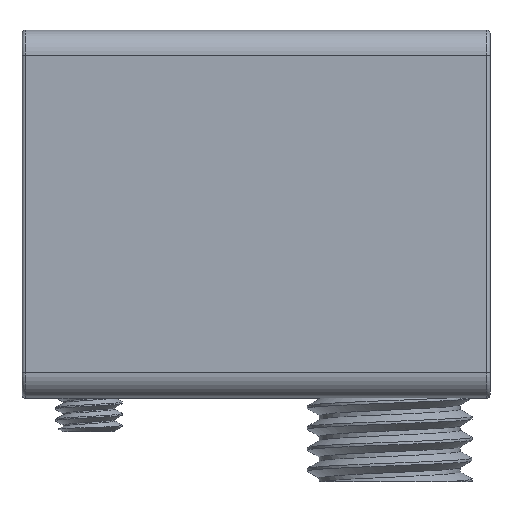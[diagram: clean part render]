
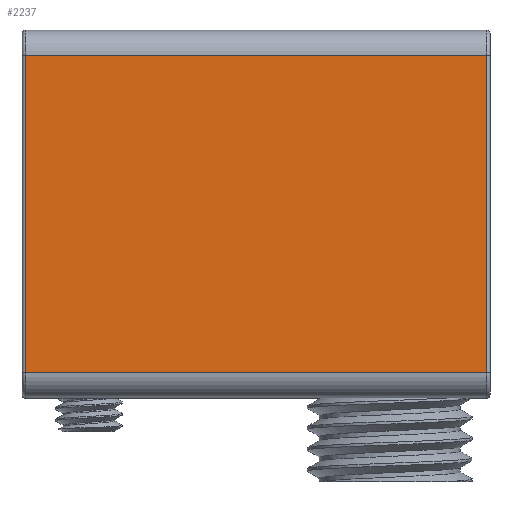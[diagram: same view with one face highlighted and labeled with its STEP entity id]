
A CAD part, top view. The second image highlights one B-rep face of the part: STEP entity #2237.
In plain terms, the highlighted planar face has unit normal (0, 0, 1).
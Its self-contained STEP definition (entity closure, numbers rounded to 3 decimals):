
#98=PLANE('',#2466);
#286=FACE_OUTER_BOUND('',#431,.T.);
#431=EDGE_LOOP('',(#1929,#1930,#1931,#1932));
#772=LINE('',#7919,#889);
#775=LINE('',#7930,#892);
#776=LINE('',#7932,#893);
#777=LINE('',#7933,#894);
#889=VECTOR('',#2909,10.);
#892=VECTOR('',#2924,10.);
#893=VECTOR('',#2925,10.);
#894=VECTOR('',#2926,10.);
#1073=VERTEX_POINT('',#7911);
#1075=VERTEX_POINT('',#7917);
#1077=VERTEX_POINT('',#7929);
#1078=VERTEX_POINT('',#7931);
#1370=EDGE_CURVE('',#1075,#1073,#772,.T.);
#1376=EDGE_CURVE('',#1077,#1075,#775,.T.);
#1377=EDGE_CURVE('',#1078,#1077,#776,.T.);
#1378=EDGE_CURVE('',#1073,#1078,#777,.T.);
#1929=ORIENTED_EDGE('',*,*,#1370,.F.);
#1930=ORIENTED_EDGE('',*,*,#1376,.F.);
#1931=ORIENTED_EDGE('',*,*,#1377,.F.);
#1932=ORIENTED_EDGE('',*,*,#1378,.F.);
#2237=ADVANCED_FACE('',(#286),#98,.T.);
#2466=AXIS2_PLACEMENT_3D('',#7928,#2922,#2923);
#2909=DIRECTION('',(0.,1.,0.));
#2922=DIRECTION('center_axis',(0.,0.,1.));
#2923=DIRECTION('ref_axis',(1.,0.,0.));
#2924=DIRECTION('',(-1.,0.,0.));
#2925=DIRECTION('',(0.,-1.,0.));
#2926=DIRECTION('',(1.,0.,0.));
#7911=CARTESIAN_POINT('',(0.2,20.5,12.));
#7917=CARTESIAN_POINT('',(0.2,1.5,12.));
#7919=CARTESIAN_POINT('',(0.2,16.5,12.));
#7928=CARTESIAN_POINT('Origin',(14.,11.,12.));
#7929=CARTESIAN_POINT('',(27.8,1.5,12.));
#7930=CARTESIAN_POINT('',(7.,1.5,12.));
#7931=CARTESIAN_POINT('',(27.8,20.5,12.));
#7932=CARTESIAN_POINT('',(27.8,5.5,12.));
#7933=CARTESIAN_POINT('',(21.,20.5,12.));
